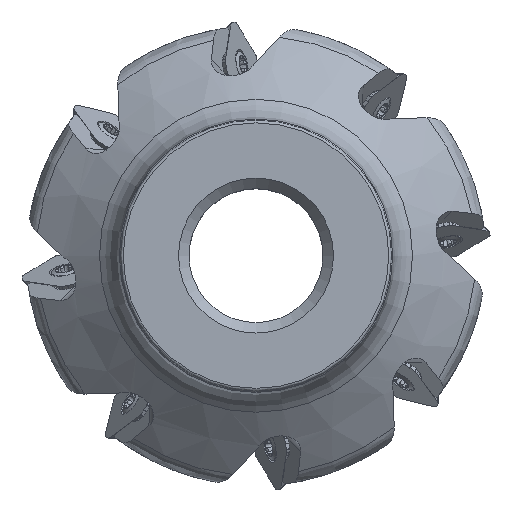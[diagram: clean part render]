
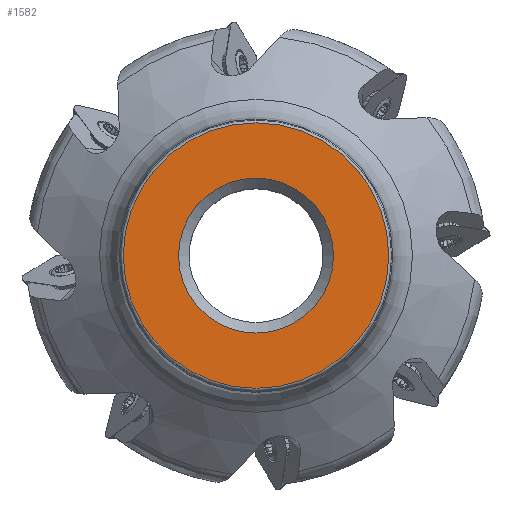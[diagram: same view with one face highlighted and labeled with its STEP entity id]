
A CAD part, top view. The second image highlights one B-rep face of the part: STEP entity #1582.
In plain terms, the highlighted planar face has unit normal (0, 0, 1).
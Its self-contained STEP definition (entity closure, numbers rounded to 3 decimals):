
#1582=ADVANCED_FACE('SU_1',(#3124,#3125),#2298,.F.);
#2298=PLANE('',#16211);
#2809=CIRCLE('',#16209,25.193);
#2810=CIRCLE('',#16210,14.705);
#3124=FACE_BOUND('',#3491,.T.);
#3125=FACE_BOUND('',#3492,.T.);
#3491=EDGE_LOOP('',(#6452));
#3492=EDGE_LOOP('',(#6453));
#6452=ORIENTED_EDGE('',*,*,#12434,.T.);
#6453=ORIENTED_EDGE('',*,*,#12435,.F.);
#10700=VERTEX_POINT('',#25384);
#10701=VERTEX_POINT('',#25386);
#12434=EDGE_CURVE('',#10700,#10700,#2809,.T.);
#12435=EDGE_CURVE('',#10701,#10701,#2810,.T.);
#16209=AXIS2_PLACEMENT_3D('',#25383,#18452,#18453);
#16210=AXIS2_PLACEMENT_3D('',#25385,#18454,#18455);
#16211=AXIS2_PLACEMENT_3D('',#25387,#18456,#18457);
#18452=DIRECTION('',(0.,0.,1.));
#18453=DIRECTION('',(1.,0.,0.));
#18454=DIRECTION('',(0.,0.,1.));
#18455=DIRECTION('',(1.,0.,0.));
#18456=DIRECTION('',(0.,0.,-1.));
#18457=DIRECTION('',(-1.,0.,0.));
#25383=CARTESIAN_POINT('',(0.,0.,0.));
#25384=CARTESIAN_POINT('',(25.193,0.,0.));
#25385=CARTESIAN_POINT('',(0.,0.,0.));
#25386=CARTESIAN_POINT('',(14.705,0.,0.));
#25387=CARTESIAN_POINT('',(-25.693,0.,0.));
